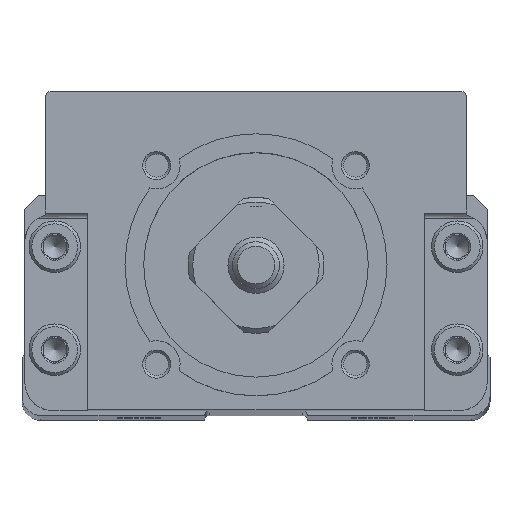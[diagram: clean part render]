
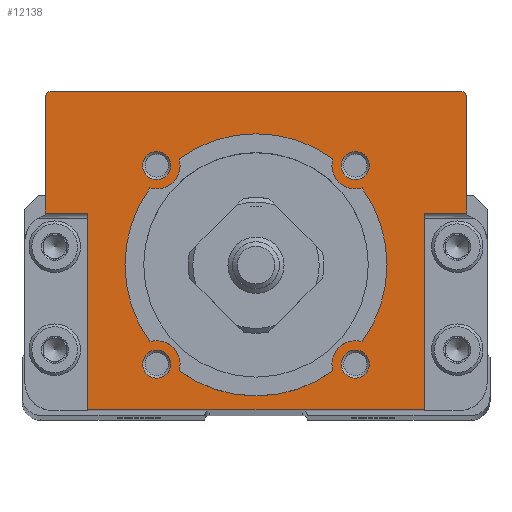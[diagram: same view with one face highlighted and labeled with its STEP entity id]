
A CAD part, top view. The second image highlights one B-rep face of the part: STEP entity #12138.
In plain terms, the highlighted face is planar.
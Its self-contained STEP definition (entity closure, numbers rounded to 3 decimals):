
#424=PLANE('',#12994);
#585=CIRCLE('',#12379,14.);
#587=CIRCLE('',#12382,14.);
#589=CIRCLE('',#12385,14.);
#591=CIRCLE('',#12388,14.);
#628=CIRCLE('',#12451,0.2);
#688=CIRCLE('',#12557,0.2);
#689=CIRCLE('',#12560,0.5);
#692=CIRCLE('',#12565,0.5);
#849=CIRCLE('',#12995,1.5);
#850=CIRCLE('',#12996,1.5);
#851=CIRCLE('',#12997,1.5);
#852=CIRCLE('',#12998,2.5);
#853=CIRCLE('',#12999,2.5);
#854=CIRCLE('',#13000,2.5);
#855=CIRCLE('',#13001,2.5);
#856=CIRCLE('',#13002,1.5);
#2472=ORIENTED_EDGE('',*,*,#4348,.F.);
#2473=ORIENTED_EDGE('',*,*,#4349,.F.);
#2474=ORIENTED_EDGE('',*,*,#3922,.T.);
#2475=ORIENTED_EDGE('',*,*,#3914,.T.);
#2476=ORIENTED_EDGE('',*,*,#3912,.T.);
#2477=ORIENTED_EDGE('',*,*,#3910,.T.);
#2478=ORIENTED_EDGE('',*,*,#3907,.F.);
#2479=ORIENTED_EDGE('',*,*,#4187,.F.);
#2480=ORIENTED_EDGE('',*,*,#4183,.F.);
#2481=ORIENTED_EDGE('',*,*,#3718,.F.);
#2482=ORIENTED_EDGE('',*,*,#4179,.T.);
#2483=ORIENTED_EDGE('',*,*,#4177,.T.);
#2484=ORIENTED_EDGE('',*,*,#3732,.F.);
#2485=ORIENTED_EDGE('',*,*,#3924,.T.);
#2486=ORIENTED_EDGE('',*,*,#4350,.F.);
#2487=ORIENTED_EDGE('',*,*,#4351,.F.);
#2488=ORIENTED_EDGE('',*,*,#3581,.T.);
#2489=ORIENTED_EDGE('',*,*,#4352,.F.);
#2490=ORIENTED_EDGE('',*,*,#3585,.T.);
#2491=ORIENTED_EDGE('',*,*,#4353,.F.);
#2492=ORIENTED_EDGE('',*,*,#3589,.T.);
#2493=ORIENTED_EDGE('',*,*,#4354,.F.);
#2494=ORIENTED_EDGE('',*,*,#3593,.T.);
#2495=ORIENTED_EDGE('',*,*,#4355,.F.);
#3581=EDGE_CURVE('',#4888,#4890,#585,.T.);
#3585=EDGE_CURVE('',#4892,#4894,#587,.T.);
#3589=EDGE_CURVE('',#4896,#4898,#589,.T.);
#3593=EDGE_CURVE('',#4900,#4902,#591,.T.);
#3718=EDGE_CURVE('',#5006,#5008,#5857,.T.);
#3732=EDGE_CURVE('',#5018,#5020,#628,.F.);
#3907=EDGE_CURVE('',#5136,#5137,#688,.F.);
#3910=EDGE_CURVE('',#5138,#5137,#5982,.T.);
#3912=EDGE_CURVE('',#5139,#5138,#689,.F.);
#3914=EDGE_CURVE('',#5140,#5139,#5985,.T.);
#3922=EDGE_CURVE('',#5147,#5140,#692,.F.);
#3924=EDGE_CURVE('',#5018,#5147,#5992,.T.);
#4177=EDGE_CURVE('',#5313,#5020,#6132,.T.);
#4179=EDGE_CURVE('',#5006,#5313,#6134,.T.);
#4183=EDGE_CURVE('',#5008,#5316,#6136,.T.);
#4187=EDGE_CURVE('',#5316,#5136,#6139,.T.);
#4348=EDGE_CURVE('',#5427,#5427,#849,.F.);
#4349=EDGE_CURVE('',#5428,#5428,#850,.F.);
#4350=EDGE_CURVE('',#5429,#5429,#851,.F.);
#4351=EDGE_CURVE('',#4888,#4902,#852,.T.);
#4352=EDGE_CURVE('',#4892,#4890,#853,.T.);
#4353=EDGE_CURVE('',#4896,#4894,#854,.T.);
#4354=EDGE_CURVE('',#4900,#4898,#855,.T.);
#4355=EDGE_CURVE('',#5430,#5430,#856,.F.);
#4888=VERTEX_POINT('',#16101);
#4890=VERTEX_POINT('',#16105);
#4892=VERTEX_POINT('',#16110);
#4894=VERTEX_POINT('',#16114);
#4896=VERTEX_POINT('',#16119);
#4898=VERTEX_POINT('',#16123);
#4900=VERTEX_POINT('',#16128);
#4902=VERTEX_POINT('',#16132);
#5006=VERTEX_POINT('',#16587);
#5008=VERTEX_POINT('',#16590);
#5018=VERTEX_POINT('',#16615);
#5020=VERTEX_POINT('',#16618);
#5136=VERTEX_POINT('',#16964);
#5137=VERTEX_POINT('',#16966);
#5138=VERTEX_POINT('',#16975);
#5139=VERTEX_POINT('',#16979);
#5140=VERTEX_POINT('',#16983);
#5147=VERTEX_POINT('',#16999);
#5313=VERTEX_POINT('',#17699);
#5316=VERTEX_POINT('',#17711);
#5427=VERTEX_POINT('',#18122);
#5428=VERTEX_POINT('',#18124);
#5429=VERTEX_POINT('',#18126);
#5430=VERTEX_POINT('',#18132);
#5857=LINE('',#16589,#6701);
#5982=LINE('',#16974,#6826);
#5985=LINE('',#16982,#6829);
#5992=LINE('',#17002,#6836);
#6132=LINE('',#17698,#6976);
#6134=LINE('',#17702,#6978);
#6136=LINE('',#17710,#6980);
#6139=LINE('',#17718,#6983);
#6701=VECTOR('',#13526,1000.);
#6826=VECTOR('',#13875,1000.);
#6829=VECTOR('',#13884,1000.);
#6836=VECTOR('',#13901,1000.);
#6976=VECTOR('',#14463,1000.);
#6978=VECTOR('',#14467,1000.);
#6980=VECTOR('',#14477,1000.);
#6983=VECTOR('',#14484,1000.);
#7978=EDGE_LOOP('',(#2472));
#7979=EDGE_LOOP('',(#2473));
#7980=EDGE_LOOP('',(#2474,#2475,#2476,#2477,#2478,#2479,#2480,#2481,#2482,
#2483,#2484,#2485));
#7981=EDGE_LOOP('',(#2486));
#7982=EDGE_LOOP('',(#2487,#2488,#2489,#2490,#2491,#2492,#2493,#2494));
#7983=EDGE_LOOP('',(#2495));
#8762=FACE_BOUND('',#7978,.T.);
#8763=FACE_BOUND('',#7979,.T.);
#8764=FACE_BOUND('',#7980,.T.);
#8765=FACE_BOUND('',#7981,.T.);
#8766=FACE_BOUND('',#7982,.T.);
#8767=FACE_BOUND('',#7983,.T.);
#12138=ADVANCED_FACE('',(#8762,#8763,#8764,#8765,#8766,#8767),#424,.F.);
#12379=AXIS2_PLACEMENT_3D('',#16106,#13343,#13344);
#12382=AXIS2_PLACEMENT_3D('',#16115,#13351,#13352);
#12385=AXIS2_PLACEMENT_3D('',#16124,#13359,#13360);
#12388=AXIS2_PLACEMENT_3D('',#16133,#13367,#13368);
#12451=AXIS2_PLACEMENT_3D('',#16617,#13546,#13547);
#12557=AXIS2_PLACEMENT_3D('',#16965,#13870,#13871);
#12560=AXIS2_PLACEMENT_3D('',#16978,#13879,#13880);
#12565=AXIS2_PLACEMENT_3D('',#16998,#13896,#13897);
#12994=AXIS2_PLACEMENT_3D('',#18120,#14987,#14988);
#12995=AXIS2_PLACEMENT_3D('',#18121,#14989,#14990);
#12996=AXIS2_PLACEMENT_3D('',#18123,#14991,#14992);
#12997=AXIS2_PLACEMENT_3D('',#18125,#14993,#14994);
#12998=AXIS2_PLACEMENT_3D('',#18127,#14995,#14996);
#12999=AXIS2_PLACEMENT_3D('',#18128,#14997,#14998);
#13000=AXIS2_PLACEMENT_3D('',#18129,#14999,#15000);
#13001=AXIS2_PLACEMENT_3D('',#18130,#15001,#15002);
#13002=AXIS2_PLACEMENT_3D('',#18131,#15003,#15004);
#13343=DIRECTION('',(1.,0.,0.));
#13344=DIRECTION('',(0.,0.,-1.));
#13351=DIRECTION('',(1.,0.,0.));
#13352=DIRECTION('',(0.,0.,-1.));
#13359=DIRECTION('',(1.,0.,0.));
#13360=DIRECTION('',(0.,0.,-1.));
#13367=DIRECTION('',(1.,0.,0.));
#13368=DIRECTION('',(0.,0.,-1.));
#13526=DIRECTION('',(0.,0.,-1.));
#13546=DIRECTION('',(1.,0.,0.));
#13547=DIRECTION('',(0.,0.,-1.));
#13870=DIRECTION('',(1.,0.,0.));
#13871=DIRECTION('',(0.,0.,-1.));
#13875=DIRECTION('',(0.,-1.,0.));
#13879=DIRECTION('',(1.,0.,0.));
#13880=DIRECTION('',(0.,0.,-1.));
#13884=DIRECTION('',(0.,0.,-1.));
#13896=DIRECTION('',(1.,0.,0.));
#13897=DIRECTION('',(0.,0.,-1.));
#13901=DIRECTION('',(0.,1.,0.));
#14463=DIRECTION('',(0.,0.,1.));
#14467=DIRECTION('',(0.,1.,0.));
#14477=DIRECTION('',(0.,1.,0.));
#14484=DIRECTION('',(0.,0.,-1.));
#14987=DIRECTION('',(1.,0.,0.));
#14988=DIRECTION('',(0.,0.,-1.));
#14989=DIRECTION('',(1.,0.,0.));
#14990=DIRECTION('',(0.,0.,-1.));
#14991=DIRECTION('',(1.,0.,0.));
#14992=DIRECTION('',(0.,0.,-1.));
#14993=DIRECTION('',(1.,0.,0.));
#14994=DIRECTION('',(0.,0.,-1.));
#14995=DIRECTION('',(1.,0.,0.));
#14996=DIRECTION('',(0.,0.,-1.));
#14997=DIRECTION('',(1.,0.,0.));
#14998=DIRECTION('',(0.,0.,-1.));
#14999=DIRECTION('',(1.,0.,0.));
#15000=DIRECTION('',(0.,0.,-1.));
#15001=DIRECTION('',(1.,0.,0.));
#15002=DIRECTION('',(0.,0.,-1.));
#15003=DIRECTION('',(1.,0.,0.));
#15004=DIRECTION('',(0.,0.,-1.));
#16101=CARTESIAN_POINT('',(-47.,8.215,11.336));
#16105=CARTESIAN_POINT('',(-47.,-8.215,11.336));
#16106=CARTESIAN_POINT('',(-47.,0.,0.));
#16110=CARTESIAN_POINT('',(-47.,-11.336,8.215));
#16114=CARTESIAN_POINT('',(-47.,-11.336,-8.215));
#16115=CARTESIAN_POINT('',(-47.,0.,0.));
#16119=CARTESIAN_POINT('',(-47.,-8.215,-11.336));
#16123=CARTESIAN_POINT('',(-47.,8.215,-11.336));
#16124=CARTESIAN_POINT('',(-47.,0.,0.));
#16128=CARTESIAN_POINT('',(-47.,11.336,-8.215));
#16132=CARTESIAN_POINT('',(-47.,11.336,8.215));
#16133=CARTESIAN_POINT('',(-47.,0.,0.));
#16587=CARTESIAN_POINT('',(-47.,-15.5,18.));
#16589=CARTESIAN_POINT('',(-47.,-15.5,5.));
#16590=CARTESIAN_POINT('',(-47.,-15.5,-18.));
#16615=CARTESIAN_POINT('',(-47.,5.54,22.5));
#16617=CARTESIAN_POINT('',(-47.,5.54,22.7));
#16618=CARTESIAN_POINT('',(-47.,5.5,22.504));
#16964=CARTESIAN_POINT('',(-47.,5.5,-22.504));
#16965=CARTESIAN_POINT('',(-47.,5.54,-22.7));
#16966=CARTESIAN_POINT('',(-47.,5.54,-22.5));
#16974=CARTESIAN_POINT('',(-47.,5.54,-22.5));
#16975=CARTESIAN_POINT('',(-47.,18.,-22.5));
#16978=CARTESIAN_POINT('',(-47.,18.,-22.));
#16979=CARTESIAN_POINT('',(-47.,18.5,-22.));
#16982=CARTESIAN_POINT('',(-47.,18.5,-22.));
#16983=CARTESIAN_POINT('',(-47.,18.5,22.));
#16998=CARTESIAN_POINT('',(-47.,18.,22.));
#16999=CARTESIAN_POINT('',(-47.,18.,22.5));
#17002=CARTESIAN_POINT('',(-47.,18.,22.5));
#17698=CARTESIAN_POINT('',(-47.,5.5,28.));
#17699=CARTESIAN_POINT('',(-47.,5.5,18.));
#17702=CARTESIAN_POINT('',(-47.,5.,18.));
#17710=CARTESIAN_POINT('',(-47.,5.,-18.));
#17711=CARTESIAN_POINT('',(-47.,5.5,-18.));
#17718=CARTESIAN_POINT('',(-47.,5.5,-28.));
#18120=CARTESIAN_POINT('',(-47.,14.,0.));
#18121=CARTESIAN_POINT('',(-47.,-10.607,10.607));
#18122=CARTESIAN_POINT('',(-47.,-10.607,9.107));
#18123=CARTESIAN_POINT('',(-47.,-10.607,-10.607));
#18124=CARTESIAN_POINT('',(-47.,-10.607,-12.107));
#18125=CARTESIAN_POINT('',(-47.,10.607,10.607));
#18126=CARTESIAN_POINT('',(-47.,10.607,9.107));
#18127=CARTESIAN_POINT('',(-47.,10.607,10.607));
#18128=CARTESIAN_POINT('',(-47.,-10.607,10.607));
#18129=CARTESIAN_POINT('',(-47.,-10.607,-10.607));
#18130=CARTESIAN_POINT('',(-47.,10.607,-10.607));
#18131=CARTESIAN_POINT('',(-47.,10.607,-10.607));
#18132=CARTESIAN_POINT('',(-47.,10.607,-12.107));
